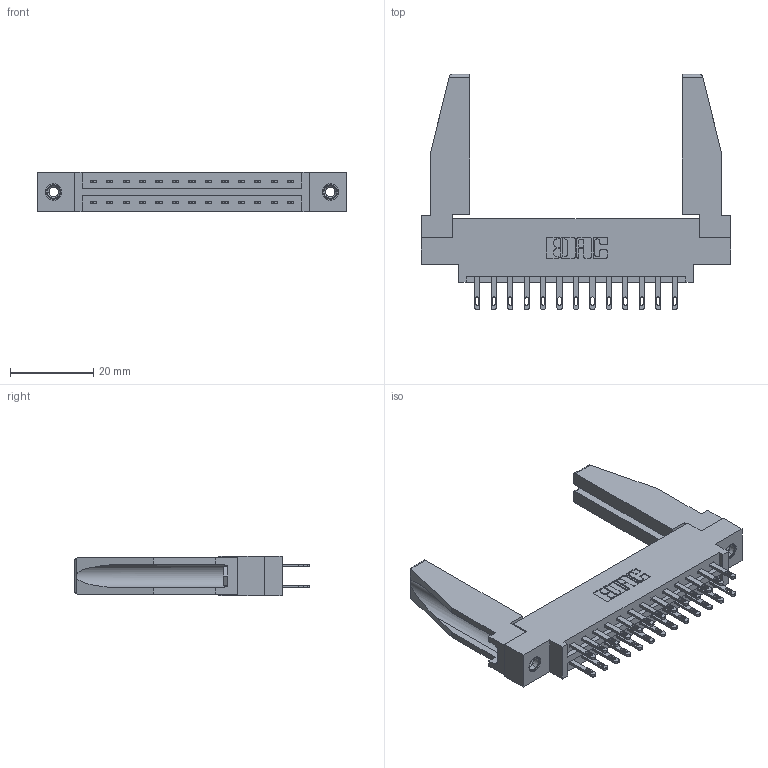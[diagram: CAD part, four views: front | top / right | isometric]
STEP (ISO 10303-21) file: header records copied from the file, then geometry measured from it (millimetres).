
FILE_DESCRIPTION (( 'STEP AP203' ), '1' );
FILE_NAME ('337-026-500-878.STEP', '2019-10-10T21:29:06', ( '' ), ( '' ), 'SwSTEP 2.0', 'SolidWorks 2016', '' );
FILE_SCHEMA (( 'CONFIG_CONTROL_DESIGN' ));
Length unit declared in the file: inch
Products named in the file (5): 345-292-001_345-293-100; 337-026-500-878; 345-250-001_345-250-001-102; 337 Part_0.170 Offset - 0.156 Dia-TI; 307-220-078
Assembly tree (31 placements, depth 2):
  337-026-500-878
    337 Part_0.170 Offset - 0.156 Dia-TI
    345-292-001_345-293-100  x26
    345-250-001_345-250-001-102  x2
    307-220-078  x2
Bounding box: 74.52 x 56.65 x 9.4 mm (x, y, z)
Volume: 11423.1 mm3; surface area: 12344.5 mm2
Topology: 31 solids, 31 shells, 1548 faces, 4631 edges, 3078 vertices
Faces by surface type: plane 990, cylinder 542, cone 12, torus 4
Entity records: 16332 total; most frequent: CARTESIAN_POINT 2776, ORIENTED_EDGE 2668, DIRECTION 2422, EDGE_CURVE 1334, LINE 1164, VECTOR 1164, VERTEX_POINT 884, AXIS2_PLACEMENT_3D 629
